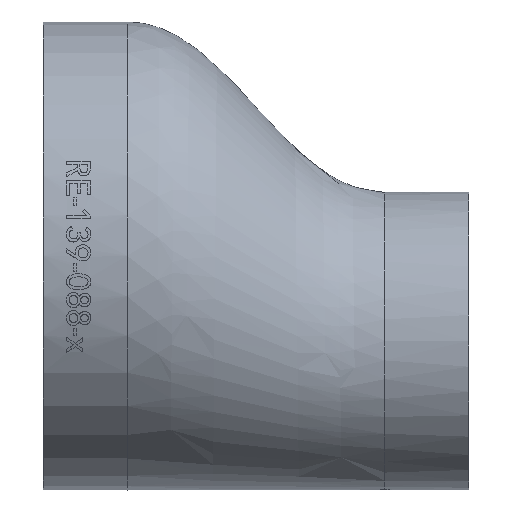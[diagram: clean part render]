
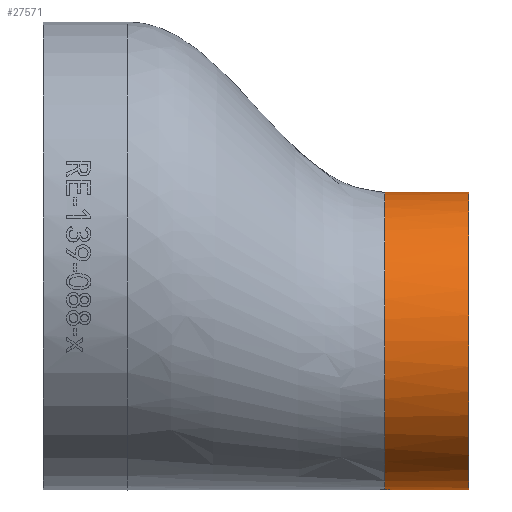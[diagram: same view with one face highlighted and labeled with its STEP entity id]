
A CAD part, top view. The second image highlights one B-rep face of the part: STEP entity #27571.
In plain terms, the highlighted cylindrical face has radius 44.45 mm (diameter 88.9 mm), a full revolution.
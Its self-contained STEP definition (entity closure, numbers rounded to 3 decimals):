
#19 = AXIS2_PLACEMENT_3D ( 'NONE', #27026, #13557, #11333 ) ;
#301 = CARTESIAN_POINT ( 'NONE',  ( 102., -66.417, 17.327 ) ) ;
#447 = CARTESIAN_POINT ( 'NONE',  ( 102., 2.912, 34.346 ) ) ;
#454 = FACE_OUTER_BOUND ( 'NONE', #14866, .T. ) ;
#1354 = CARTESIAN_POINT ( 'NONE',  ( 102., 19.05, 0. ) ) ;
#1784 = CARTESIAN_POINT ( 'NONE',  ( 102., -64.541, -21.218 ) ) ;
#1921 = CARTESIAN_POINT ( 'NONE',  ( 102., -12.157, -42.517 ) ) ;
#2212 = CARTESIAN_POINT ( 'NONE',  ( 102., -25.4, -44.528 ) ) ;
#2358 = CARTESIAN_POINT ( 'NONE',  ( 102., -67.917, 13.243 ) ) ;
#2651 = CARTESIAN_POINT ( 'NONE',  ( 102., -0.515, 36.91 ) ) ;
#2796 = CARTESIAN_POINT ( 'NONE',  ( 102., 11.51, 24.885 ) ) ;
#2942 = CARTESIAN_POINT ( 'NONE',  ( 102., 18.217, 8.979 ) ) ;
#3859 = CARTESIAN_POINT ( 'NONE',  ( 102., 2.912, -34.346 ) ) ;
#3994 = CARTESIAN_POINT ( 'NONE',  ( 102., 18.894, -4.564 ) ) ;
#4276 = CARTESIAN_POINT ( 'NONE',  ( 102., -16.425, -43.617 ) ) ;
#4430 = CARTESIAN_POINT ( 'NONE',  ( 102., -46.618, -39.141 ) ) ;
#4869 = CARTESIAN_POINT ( 'NONE',  ( 102., -16.425, 43.617 ) ) ;
#5020 = CARTESIAN_POINT ( 'NONE',  ( 102., 8.946, 28.312 ) ) ;
#5803 = EDGE_CURVE ( 'NONE', #12425, #12425, #20361, .T. ) ;
#6069 = CARTESIAN_POINT ( 'NONE',  ( 102., -62.31, -24.885 ) ) ;
#6205 = CARTESIAN_POINT ( 'NONE',  ( 102., -67.917, -13.243 ) ) ;
#6405 = EDGE_CURVE ( 'NONE', #10215, #10215, #17927, .T. ) ;
#6635 = CARTESIAN_POINT ( 'NONE',  ( 102., 18.217, -8.979 ) ) ;
#6783 = CARTESIAN_POINT ( 'NONE',  ( 102., 13.741, 21.217 ) ) ;
#7998 = CARTESIAN_POINT ( 'NONE',  ( 127., -25.4, 44.45 ) ) ;
#8289 = CARTESIAN_POINT ( 'NONE',  ( 102., -50.285, -36.91 ) ) ;
#8428 = CARTESIAN_POINT ( 'NONE',  ( 102., -53.712, -34.346 ) ) ;
#8573 = CARTESIAN_POINT ( 'NONE',  ( 102., 19.05, -1.533 ) ) ;
#8721 = CARTESIAN_POINT ( 'NONE',  ( 102., 13.741, -21.217 ) ) ;
#8867 = CARTESIAN_POINT ( 'NONE',  ( 102., -42.727, -41.017 ) ) ;
#9159 = CARTESIAN_POINT ( 'NONE',  ( 102., -29.972, 44.294 ) ) ;
#9448 = CARTESIAN_POINT ( 'NONE',  ( 102., 18.894, 4.564 ) ) ;
#9762 = FACE_OUTER_BOUND ( 'NONE', #27648, .T. ) ;
#10215 = VERTEX_POINT ( 'NONE', #7998 ) ;
#10787 = CARTESIAN_POINT ( 'NONE',  ( 102., -69.017, 8.975 ) ) ;
#11333 = DIRECTION ( 'NONE',  ( 0., 0., 1. ) ) ;
#11361 = CARTESIAN_POINT ( 'NONE',  ( 102., -53.712, 34.346 ) ) ;
#11661 = CARTESIAN_POINT ( 'NONE',  ( 102., -50.285, 36.91 ) ) ;
#12109 = CARTESIAN_POINT ( 'NONE',  ( 101.827, -25.4, 0. ) ) ;
#12425 = VERTEX_POINT ( 'NONE', #1354 ) ;
#12999 = CARTESIAN_POINT ( 'NONE',  ( 102., -69.928, 0. ) ) ;
#13138 = CARTESIAN_POINT ( 'NONE',  ( 102., 6.073, -31.473 ) ) ;
#13432 = CARTESIAN_POINT ( 'NONE',  ( 102., -56.873, -31.473 ) ) ;
#13557 = DIRECTION ( 'NONE',  ( -1., 0., 0. ) ) ;
#13586 = CARTESIAN_POINT ( 'NONE',  ( 102., -12.157, 42.517 ) ) ;
#13890 = CYLINDRICAL_SURFACE ( 'NONE', #17060, 44.45 ) ;
#14032 = CARTESIAN_POINT ( 'NONE',  ( 102., 6.073, 31.473 ) ) ;
#14178 = CARTESIAN_POINT ( 'NONE',  ( 102., -59.746, 28.312 ) ) ;
#14335 = DIRECTION ( 'NONE',  ( -1., 0., 0. ) ) ;
#14866 = EDGE_LOOP ( 'NONE', ( #16787 ) ) ;
#15663 = CARTESIAN_POINT ( 'NONE',  ( 102., -8.073, -41.017 ) ) ;
#16787 = ORIENTED_EDGE ( 'NONE', *, *, #6405, .T. ) ;
#17060 = AXIS2_PLACEMENT_3D ( 'NONE', #12109, #14335, #27515 ) ;
#17309 = CARTESIAN_POINT ( 'NONE',  ( 102., 8.946, -28.312 ) ) ;
#17585 = CARTESIAN_POINT ( 'NONE',  ( 102., -29.972, -44.294 ) ) ;
#17725 = CARTESIAN_POINT ( 'NONE',  ( 102., -0.515, -36.91 ) ) ;
#17927 = CIRCLE ( 'NONE', #19, 44.45 ) ;
#18011 = CARTESIAN_POINT ( 'NONE',  ( 102., -56.873, 31.473 ) ) ;
#18162 = CARTESIAN_POINT ( 'NONE',  ( 102., -62.31, 24.885 ) ) ;
#18316 = CARTESIAN_POINT ( 'NONE',  ( 102., -20.828, 44.294 ) ) ;
#20089 = CARTESIAN_POINT ( 'NONE',  ( 102., -20.828, -44.294 ) ) ;
#20361 = B_SPLINE_CURVE_WITH_KNOTS ( 'NONE', 3,
 ( #24385, #8573, #3994, #6635, #21876, #24678, #8721, #26763, #17309, #13138, #3859, #17725, #24527, #15663, #1921, #4276, #20089, #2212, #17585, #28556, #29128, #8867, #4430, #8289, #8428, #13432, #26337, #6069, #1784, #26469, #6205, #24106, #24243, #12999, #22013, #10787, #2358, #301, #20685, #18162, #14178, #18011, #11361, #11661, #27505, #27202, #25129, #20823, #9159, #27054, #18316, #4869, #13586, #22758, #20383, #2651, #447, #14032, #5020, #2796, #6783, #27354, #22601, #2942, #9448, #22904, #23045 ),
 .UNSPECIFIED., .T., .F.,
 ( 4, 1, 1, 1, 1, 1, 1, 1, 1, 1, 1, 1, 1, 1, 1, 1, 1, 1, 1, 1, 1, 1, 1, 1, 1, 1, 1, 1, 1, 1, 1, 1, 1, 1, 1, 1, 1, 1, 1, 1, 1, 1, 1, 1, 1, 1, 1, 1, 1, 1, 1, 1, 1, 1, 1, 1, 1, 1, 1, 1, 1, 1, 1, 1, 4 ),
 ( 0., 0.016, 0.031, 0.047, 0.063, 0.078, 0.094, 0.109, 0.125, 0.141, 0.156, 0.172, 0.188, 0.203, 0.219, 0.234, 0.25, 0.266, 0.281, 0.297, 0.313, 0.328, 0.344, 0.359, 0.375, 0.391, 0.406, 0.422, 0.438, 0.453, 0.469, 0.484, 0.5, 0.516, 0.531, 0.547, 0.563, 0.578, 0.594, 0.609, 0.625, 0.641, 0.656, 0.672, 0.688, 0.703, 0.719, 0.734, 0.75, 0.766, 0.781, 0.797, 0.813, 0.828, 0.844, 0.859, 0.875, 0.891, 0.906, 0.922, 0.938, 0.953, 0.969, 0.984, 1. ),
 .UNSPECIFIED. ) ;
#20383 = CARTESIAN_POINT ( 'NONE',  ( 102., -4.182, 39.141 ) ) ;
#20685 = CARTESIAN_POINT ( 'NONE',  ( 102., -64.541, 21.218 ) ) ;
#20823 = CARTESIAN_POINT ( 'NONE',  ( 102., -34.375, 43.617 ) ) ;
#21876 = CARTESIAN_POINT ( 'NONE',  ( 102., 17.117, -13.241 ) ) ;
#22013 = CARTESIAN_POINT ( 'NONE',  ( 102., -69.694, 4.572 ) ) ;
#22601 = CARTESIAN_POINT ( 'NONE',  ( 102., 17.117, 13.241 ) ) ;
#22758 = CARTESIAN_POINT ( 'NONE',  ( 102., -8.073, 41.017 ) ) ;
#22904 = CARTESIAN_POINT ( 'NONE',  ( 102., 19.05, 1.533 ) ) ;
#23045 = CARTESIAN_POINT ( 'NONE',  ( 102., 19.05, 0. ) ) ;
#24106 = CARTESIAN_POINT ( 'NONE',  ( 102., -69.017, -8.975 ) ) ;
#24243 = CARTESIAN_POINT ( 'NONE',  ( 102., -69.694, -4.572 ) ) ;
#24385 = CARTESIAN_POINT ( 'NONE',  ( 102., 19.05, 0. ) ) ;
#24527 = CARTESIAN_POINT ( 'NONE',  ( 102., -4.182, -39.141 ) ) ;
#24678 = CARTESIAN_POINT ( 'NONE',  ( 102., 15.617, -17.328 ) ) ;
#25129 = CARTESIAN_POINT ( 'NONE',  ( 102., -38.643, 42.517 ) ) ;
#26337 = CARTESIAN_POINT ( 'NONE',  ( 102., -59.746, -28.312 ) ) ;
#26469 = CARTESIAN_POINT ( 'NONE',  ( 102., -66.417, -17.327 ) ) ;
#26763 = CARTESIAN_POINT ( 'NONE',  ( 102., 11.51, -24.885 ) ) ;
#27026 = CARTESIAN_POINT ( 'NONE',  ( 127., -25.4, 0. ) ) ;
#27054 = CARTESIAN_POINT ( 'NONE',  ( 102., -25.4, 44.528 ) ) ;
#27202 = CARTESIAN_POINT ( 'NONE',  ( 102., -42.727, 41.017 ) ) ;
#27354 = CARTESIAN_POINT ( 'NONE',  ( 102., 15.617, 17.328 ) ) ;
#27505 = CARTESIAN_POINT ( 'NONE',  ( 102., -46.618, 39.141 ) ) ;
#27515 = DIRECTION ( 'NONE',  ( 0., 0., 1. ) ) ;
#27571 = ADVANCED_FACE ( 'NONE', ( #454, #9762 ), #13890, .T. ) ;
#27648 = EDGE_LOOP ( 'NONE', ( #28335 ) ) ;
#28335 = ORIENTED_EDGE ( 'NONE', *, *, #5803, .F. ) ;
#28556 = CARTESIAN_POINT ( 'NONE',  ( 102., -34.375, -43.617 ) ) ;
#29128 = CARTESIAN_POINT ( 'NONE',  ( 102., -38.643, -42.517 ) ) ;
